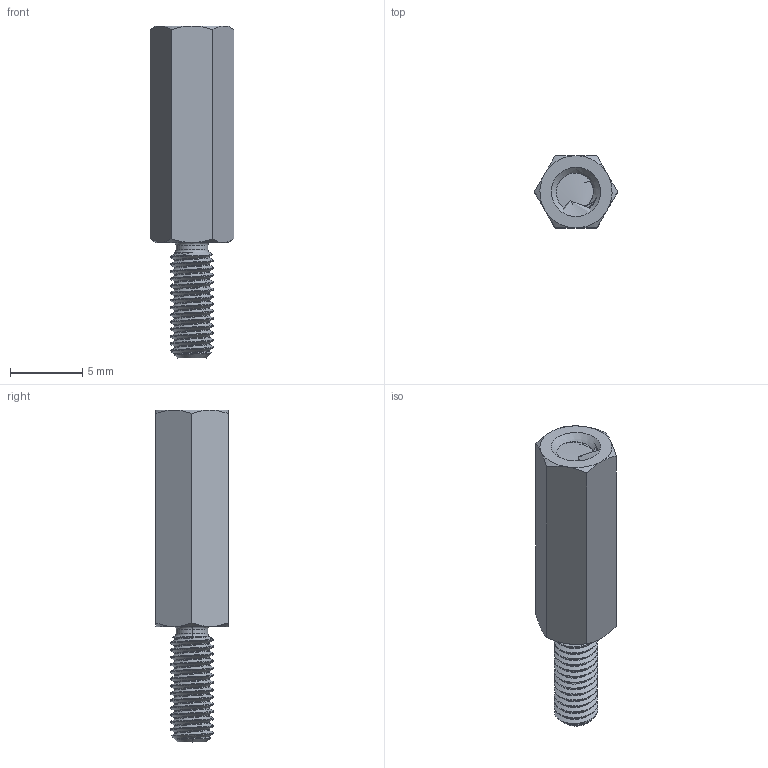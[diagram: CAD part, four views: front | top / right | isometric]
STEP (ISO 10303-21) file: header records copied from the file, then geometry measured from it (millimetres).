
FILE_DESCRIPTION (( 'STEP AP214' ), '1' );
FILE_NAME ('User Library-Male - Female Hexagonal Threaded Standoffs; length 15mm; key 5mm; M3x10mm and M3x8mm.STEP', '2014-05-19T08:58:26', ( 'Windows User' ), ( '' ), 'SwSTEP 2.0', 'SolidWorks 2014', '' );
FILE_SCHEMA (( 'AUTOMOTIVE_DESIGN' ));
Length unit declared in the file: millimetre
Products named in the file (1): User Library-Male - Female Hexagonal Threaded Standoffs; length 15mm; key 5mm; M3x10mm and M3x8mm
Bounding box: 5.77 x 5 x 23 mm (x, y, z)
Surface area: 889.3 mm2 (no closed solid volume)
Topology: 0 solids, 1 shells, 68 faces, 268 edges, 169 vertices
Faces by surface type: cylinder 26, cone 19, plane 12, bspline 11
Full cylindrical faces by diameter (mm): 2.4 x7
Entity records: 11842 total; most frequent: CARTESIAN_POINT 10151, ORIENTED_EDGE 301, EDGE_CURVE 177, B_SPLINE_CURVE_WITH_KNOTS 148, VERTEX_POINT 119, DIRECTION 113, EDGE_LOOP 52, UNCERTAINTY_MEASURE_WITH_UNIT 49
